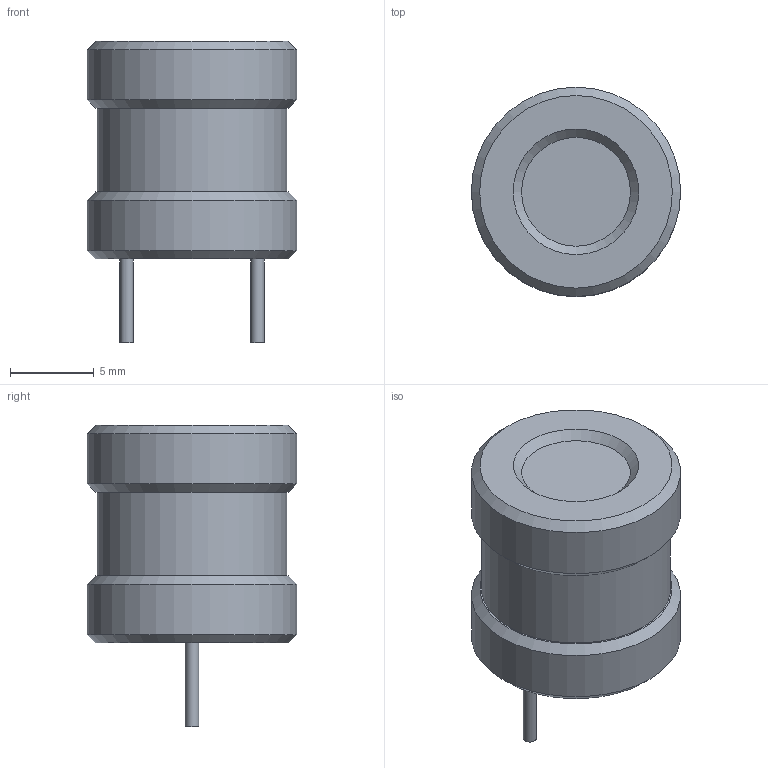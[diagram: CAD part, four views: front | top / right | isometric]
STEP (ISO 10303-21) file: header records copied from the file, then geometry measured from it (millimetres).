
FILE_DESCRIPTION(/* description */ (''),/* implementation_level */ '2;1');
FILE_NAME(/* name */ 'RLB1314.step',/* time_stamp */ '2022-04-26T20:09:04+03:00',/* author */ (''),/* organization */ (''),/* preprocessor_version */ 'ST-DEVELOPER v18.1',/* originating_system */ 'Autodesk Translation Framework v10.14.0.1471',/* authorisation */ '');
FILE_SCHEMA (('AUTOMOTIVE_DESIGN { 1 0 10303 214 3 1 1 }'));
Length unit declared in the file: millimetre
Products named in the file (1): Untitled
Bounding box: 12.5 x 12.5 x 18 mm (x, y, z)
Volume: 1449.8 mm3; surface area: 766.3 mm2
Topology: 3 solids, 3 shells, 19 faces, 30 edges, 20 vertices
Faces by surface type: plane 9, cylinder 5, cone 5
Full cylindrical faces by diameter (mm): 0.8 x2, 11.3 x1, 12.5 x2
Entity records: 482 total; most frequent: DIRECTION 90, CARTESIAN_POINT 70, ORIENTED_EDGE 60, AXIS2_PLACEMENT_3D 40, EDGE_CURVE 30, EDGE_LOOP 22, CIRCLE 20, VERTEX_POINT 20
